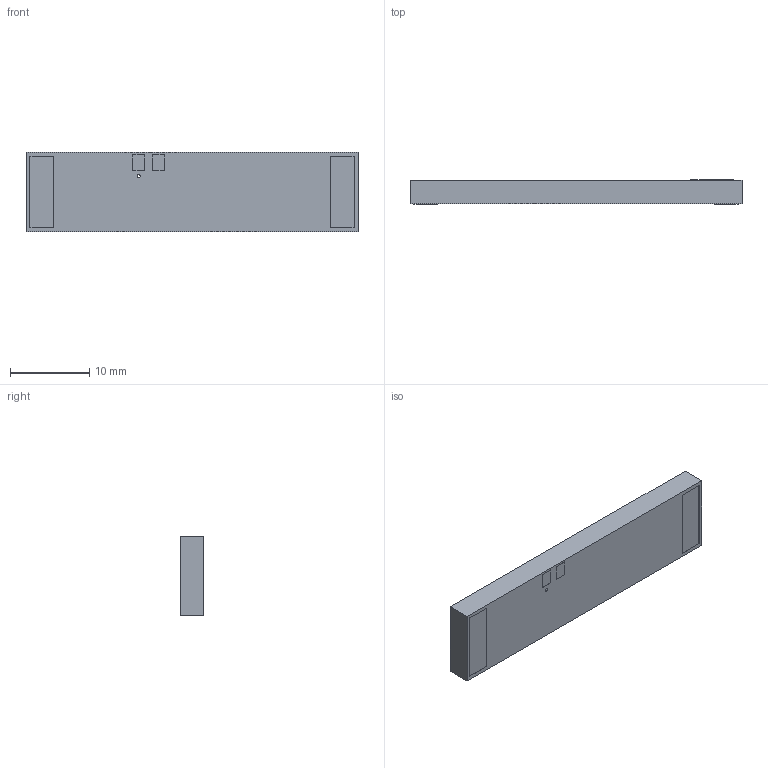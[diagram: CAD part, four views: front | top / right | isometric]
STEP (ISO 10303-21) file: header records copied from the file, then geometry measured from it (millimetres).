
FILE_DESCRIPTION (( 'STEP AP214' ), '1' );
FILE_NAME ('PCS.06.M PCB.STEP', '2021-04-23T10:45:42', ( '' ), ( '' ), 'SwSTEP 2.0', 'SolidWorks 2018', '' );
FILE_SCHEMA (( 'AUTOMOTIVE_DESIGN' ));
Length unit declared in the file: millimetre
Products named in the file (1): PCS.06.M PCB
Bounding box: 42 x 3.03 x 10 mm (x, y, z)
Volume: 1258.8 mm3; surface area: 1178.9 mm2
Topology: 14 solids, 14 shells, 355 faces, 933 edges, 622 vertices
Faces by surface type: plane 211, bspline 142, cylinder 2
Entity records: 15444 total; most frequent: CARTESIAN_POINT 6981, ORIENTED_EDGE 1866, DIRECTION 1083, EDGE_CURVE 933, LINE 643, VECTOR 643, VERTEX_POINT 622, EDGE_LOOP 381
